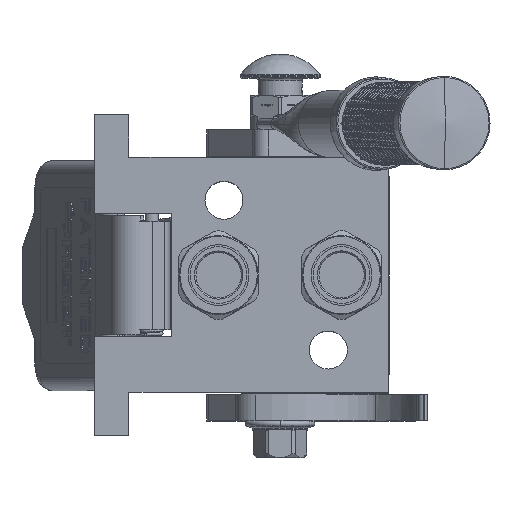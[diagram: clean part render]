
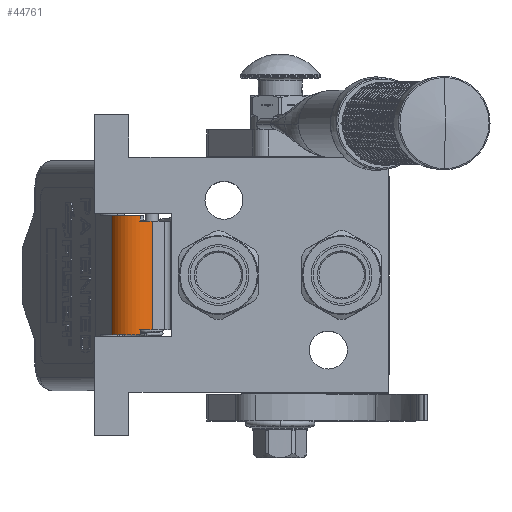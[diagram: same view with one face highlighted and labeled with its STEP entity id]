
A CAD part, top view. The second image highlights one B-rep face of the part: STEP entity #44761.
In plain terms, the highlighted cylindrical face has radius 9.5 mm (diameter 19 mm), a partial arc.
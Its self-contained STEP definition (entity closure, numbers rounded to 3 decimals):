
#2439 = LINE ( 'NONE', #51294, #92741 ) ;
#6827 = AXIS2_PLACEMENT_3D ( 'NONE', #62299, #18846, #33981 ) ;
#10392 = CARTESIAN_POINT ( 'NONE',  ( 22.25, 8., -47.5 ) ) ;
#15906 = ORIENTED_EDGE ( 'NONE', *, *, #17347, .F. ) ;
#17347 = EDGE_CURVE ( 'NONE', #89571, #103411, #38707, .T. ) ;
#17650 = CYLINDRICAL_SURFACE ( 'NONE', #29532, 9.5 ) ;
#18140 = VERTEX_POINT ( 'NONE', #96671 ) ;
#18846 = DIRECTION ( 'NONE',  ( 1., 0., 0. ) ) ;
#21999 = CIRCLE ( 'NONE', #39072, 9.5 ) ;
#27028 = AXIS2_PLACEMENT_3D ( 'NONE', #84090, #96033, #183893 ) ;
#29532 = AXIS2_PLACEMENT_3D ( 'NONE', #100897, #115477, #58082 ) ;
#33981 = DIRECTION ( 'NONE',  ( 0., 0.158, -0.987 ) ) ;
#38707 = CIRCLE ( 'NONE', #6827, 9.5 ) ;
#39072 = AXIS2_PLACEMENT_3D ( 'NONE', #171719, #87038, #147656 ) ;
#41196 = EDGE_CURVE ( 'NONE', #59259, #18140, #175278, .T. ) ;
#44584 = CIRCLE ( 'NONE', #27028, 9.5 ) ;
#44761 = ADVANCED_FACE ( 'NONE', ( #99338 ), #17650, .T. ) ;
#47249 = CARTESIAN_POINT ( 'NONE',  ( 20.25, 0., -56.881 ) ) ;
#47909 = ORIENTED_EDGE ( 'NONE', *, *, #88405, .T. ) ;
#51294 = CARTESIAN_POINT ( 'NONE',  ( -22.25, 8., -47.5 ) ) ;
#53200 = VERTEX_POINT ( 'NONE', #47249 ) ;
#56718 = CARTESIAN_POINT ( 'NONE',  ( -20.25, -5.154, -56.269 ) ) ;
#56852 = ORIENTED_EDGE ( 'NONE', *, *, #86469, .F. ) ;
#57779 = VERTEX_POINT ( 'NONE', #82121 ) ;
#58082 = DIRECTION ( 'NONE',  ( 0., -1., 0. ) ) ;
#59259 = VERTEX_POINT ( 'NONE', #56718 ) ;
#59757 = ORIENTED_EDGE ( 'NONE', *, *, #126836, .T. ) ;
#61162 = LINE ( 'NONE', #126617, #149054 ) ;
#61227 = VERTEX_POINT ( 'NONE', #78205 ) ;
#61695 = VERTEX_POINT ( 'NONE', #177855 ) ;
#62299 = CARTESIAN_POINT ( 'NONE',  ( 22.25, -1.5, -47.5 ) ) ;
#64997 = DIRECTION ( 'NONE',  ( 1., 0., 0. ) ) ;
#66574 = EDGE_CURVE ( 'NONE', #61227, #103411, #2439, .T. ) ;
#67622 = ORIENTED_EDGE ( 'NONE', *, *, #126346, .F. ) ;
#69369 = DIRECTION ( 'NONE',  ( 0., -0.385, -0.923 ) ) ;
#70177 = CIRCLE ( 'NONE', #125989, 9.5 ) ;
#78205 = CARTESIAN_POINT ( 'NONE',  ( -22.25, 8., -47.5 ) ) ;
#81821 = DIRECTION ( 'NONE',  ( 1., 0., 0. ) ) ;
#82121 = CARTESIAN_POINT ( 'NONE',  ( -20.25, 0., -56.881 ) ) ;
#84090 = CARTESIAN_POINT ( 'NONE',  ( -20.25, -1.5, -47.5 ) ) ;
#84528 = CARTESIAN_POINT ( 'NONE',  ( -20.25, -5.154, -56.269 ) ) ;
#86469 = EDGE_CURVE ( 'NONE', #18140, #53200, #70177, .T. ) ;
#87038 = DIRECTION ( 'NONE',  ( 1., 0., 0. ) ) ;
#88405 = EDGE_CURVE ( 'NONE', #59259, #57779, #44584, .T. ) ;
#89571 = VERTEX_POINT ( 'NONE', #175003 ) ;
#92741 = VECTOR ( 'NONE', #151070, 1000. ) ;
#95890 = DIRECTION ( 'NONE',  ( 1., 0., 0. ) ) ;
#96033 = DIRECTION ( 'NONE',  ( 1., 0., 0. ) ) ;
#96671 = CARTESIAN_POINT ( 'NONE',  ( 20.25, -5.154, -56.269 ) ) ;
#99338 = FACE_OUTER_BOUND ( 'NONE', #184716, .T. ) ;
#100897 = CARTESIAN_POINT ( 'NONE',  ( -22.25, -1.5, -47.5 ) ) ;
#103411 = VERTEX_POINT ( 'NONE', #10392 ) ;
#106613 = CARTESIAN_POINT ( 'NONE',  ( 20.25, 0., -56.881 ) ) ;
#115477 = DIRECTION ( 'NONE',  ( -1., 0., 0. ) ) ;
#116707 = ORIENTED_EDGE ( 'NONE', *, *, #66574, .T. ) ;
#123696 = VECTOR ( 'NONE', #64997, 1000. ) ;
#125989 = AXIS2_PLACEMENT_3D ( 'NONE', #150965, #95890, #69369 ) ;
#126346 = EDGE_CURVE ( 'NONE', #53200, #89571, #153125, .T. ) ;
#126617 = CARTESIAN_POINT ( 'NONE',  ( -22.25, 0., -56.881 ) ) ;
#126836 = EDGE_CURVE ( 'NONE', #61695, #61227, #21999, .T. ) ;
#143736 = VECTOR ( 'NONE', #172314, 1000. ) ;
#147656 = DIRECTION ( 'NONE',  ( 0., 0.158, -0.987 ) ) ;
#147704 = ORIENTED_EDGE ( 'NONE', *, *, #179388, .F. ) ;
#149054 = VECTOR ( 'NONE', #81821, 1000. ) ;
#150965 = CARTESIAN_POINT ( 'NONE',  ( 20.25, -1.5, -47.5 ) ) ;
#151070 = DIRECTION ( 'NONE',  ( 1., 0., 0. ) ) ;
#152399 = ORIENTED_EDGE ( 'NONE', *, *, #41196, .F. ) ;
#153125 = LINE ( 'NONE', #106613, #123696 ) ;
#171719 = CARTESIAN_POINT ( 'NONE',  ( -22.25, -1.5, -47.5 ) ) ;
#172314 = DIRECTION ( 'NONE',  ( 1., 0., 0. ) ) ;
#175003 = CARTESIAN_POINT ( 'NONE',  ( 22.25, 0., -56.881 ) ) ;
#175278 = LINE ( 'NONE', #84528, #143736 ) ;
#177855 = CARTESIAN_POINT ( 'NONE',  ( -22.25, 0., -56.881 ) ) ;
#179388 = EDGE_CURVE ( 'NONE', #61695, #57779, #61162, .T. ) ;
#183893 = DIRECTION ( 'NONE',  ( 0., -0.385, -0.923 ) ) ;
#184716 = EDGE_LOOP ( 'NONE', ( #152399, #47909, #147704, #59757, #116707, #15906, #67622, #56852 ) ) ;
